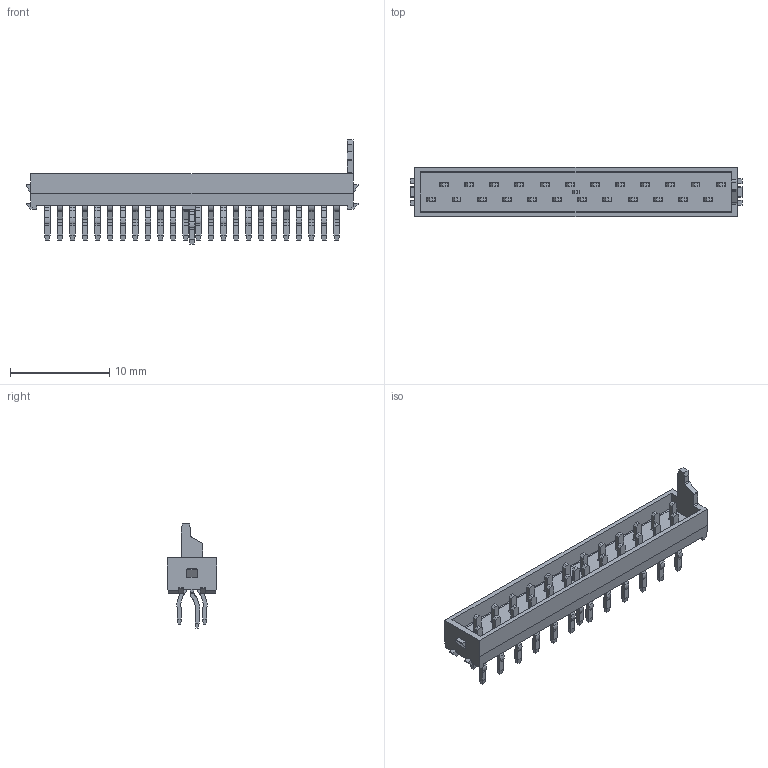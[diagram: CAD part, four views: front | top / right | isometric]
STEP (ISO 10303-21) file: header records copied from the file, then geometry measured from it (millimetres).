
FILE_DESCRIPTION( ( 'Unknown' ), '1' );
FILE_NAME( '690357102472.stp', 'Unknown', ( 'Unknown' ), ( 'Unknown' ), 'XStep 1.0', 'Unknown', ' ' );
FILE_SCHEMA( ( 'automotive_design' ) );
Length unit declared in the file: millimetre
Products named in the file (3): Assem1; Gehäuse; Pin
Bounding box: 33.51 x 5 x 10.5 mm (x, y, z)
Volume: 573.7 mm3; surface area: 2046.8 mm2
Topology: 27 solids, 27 shells, 1616 faces, 4474 edges, 2916 vertices
Faces by surface type: plane 1254, cylinder 362
Entity records: 11924 total; most frequent: CARTESIAN_POINT 2068, ORIENTED_EDGE 2036, DIRECTION 1806, EDGE_CURVE 1018, LINE 978, VECTOR 978, VERTEX_POINT 676, AXIS2_PLACEMENT_3D 414
